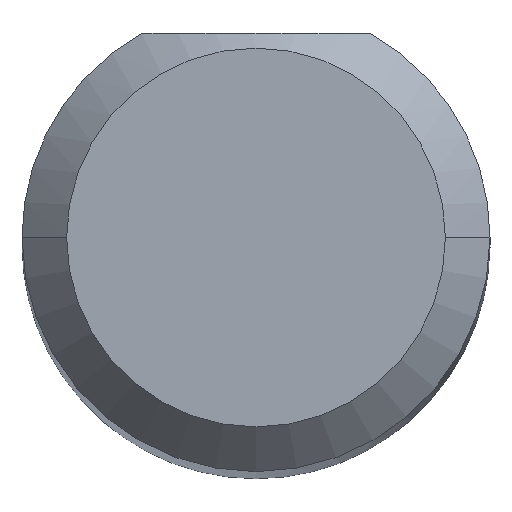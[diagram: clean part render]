
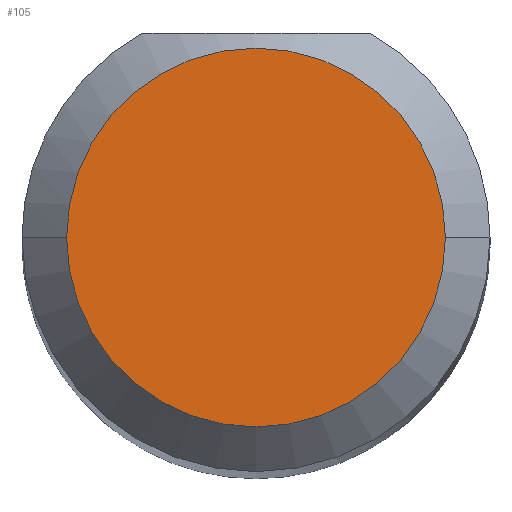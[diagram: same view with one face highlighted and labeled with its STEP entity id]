
A CAD part, top view. The second image highlights one B-rep face of the part: STEP entity #105.
In plain terms, the highlighted planar face has unit normal (0, 0, 1).
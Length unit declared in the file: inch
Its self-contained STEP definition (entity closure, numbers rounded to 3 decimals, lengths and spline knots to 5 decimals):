
#32 = PLANE ( 'NONE',  #424 ) ;
#71 = CIRCLE ( 'NONE', #316, 0.06374 ) ;
#87 = AXIS2_PLACEMENT_3D ( 'NONE', #176, #300, #218 ) ;
#105 = ADVANCED_FACE ( 'NONE', ( #114 ), #32, .T. ) ;
#107 = DIRECTION ( 'NONE',  ( 1., 0., 0. ) ) ;
#114 = FACE_OUTER_BOUND ( 'NONE', #293, .T. ) ;
#160 = CARTESIAN_POINT ( 'NONE',  ( 0.06374, 0., 1.9685 ) ) ;
#176 = CARTESIAN_POINT ( 'NONE',  ( 0., 0., 1.9685 ) ) ;
#218 = DIRECTION ( 'NONE',  ( 1., 0., 0. ) ) ;
#219 = EDGE_CURVE ( 'NONE', #406, #402, #253, .T. ) ;
#235 = DIRECTION ( 'NONE',  ( 1., 0., 0. ) ) ;
#253 = CIRCLE ( 'NONE', #87, 0.06374 ) ;
#271 = DIRECTION ( 'NONE',  ( 0., 0., 1. ) ) ;
#285 = ORIENTED_EDGE ( 'NONE', *, *, #219, .T. ) ;
#293 = EDGE_LOOP ( 'NONE', ( #387, #285 ) ) ;
#300 = DIRECTION ( 'NONE',  ( 0., 0., 1. ) ) ;
#306 = CARTESIAN_POINT ( 'NONE',  ( 0., 0., 1.9685 ) ) ;
#316 = AXIS2_PLACEMENT_3D ( 'NONE', #306, #271, #107 ) ;
#374 = EDGE_CURVE ( 'NONE', #402, #406, #71, .T. ) ;
#387 = ORIENTED_EDGE ( 'NONE', *, *, #374, .T. ) ;
#402 = VERTEX_POINT ( 'NONE', #422 ) ;
#406 = VERTEX_POINT ( 'NONE', #160 ) ;
#422 = CARTESIAN_POINT ( 'NONE',  ( -0.06374, 0., 1.9685 ) ) ;
#424 = AXIS2_PLACEMENT_3D ( 'NONE', #435, #481, #235 ) ;
#435 = CARTESIAN_POINT ( 'NONE',  ( 0., 0., 1.9685 ) ) ;
#481 = DIRECTION ( 'NONE',  ( 0., 0., 1. ) ) ;
